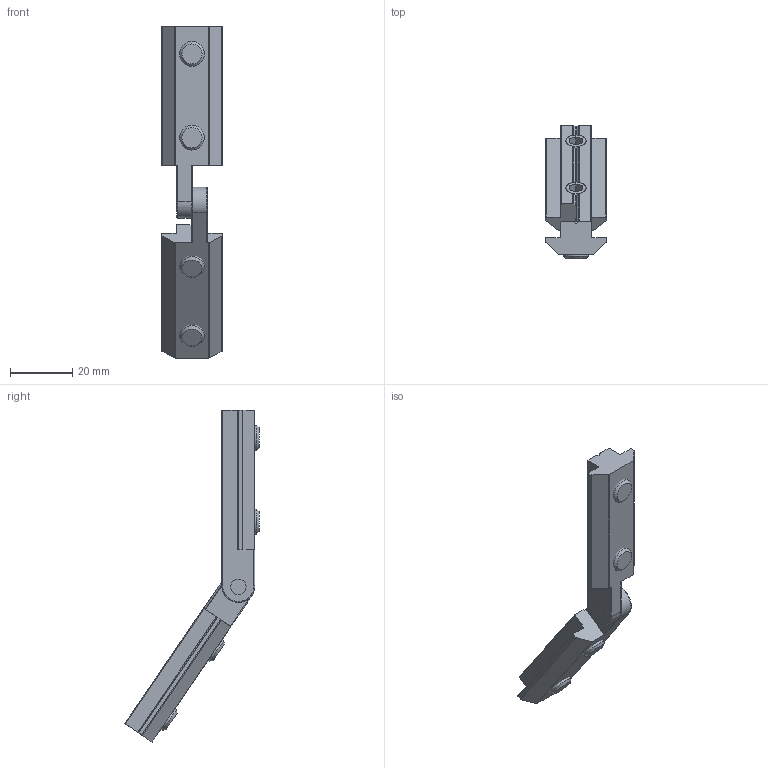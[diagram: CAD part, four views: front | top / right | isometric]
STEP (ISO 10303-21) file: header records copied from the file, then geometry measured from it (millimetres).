
FILE_DESCRIPTION(/* description */ ('Titel eingeben'),/* implementation_level */ '2;1');
FILE_NAME(/* name */ '81099_KriTec_Gehrungsverbinder_10_fuer_Nut_10_oben_und_unten.stp',/* time_stamp */ '2017-10-24T10:46:35+02:00',/* author */ ('Steiner'),/* organization */ (''),/* preprocessor_version */ 'ST-DEVELOPER v16.1',/* originating_system */ 'Autodesk Inventor 2016',/* authorisation */ '');
FILE_SCHEMA (('CONFIG_CONTROL_DESIGN'));
Length unit declared in the file: millimetre
Products named in the file (4): 81099_Grundkorper; ISO 4026 - M8 x 12ISO A1-12H; 81099_Niete; 81099_KriTec_Gehrungsverbinder_10_fuer_Nut_10_oben_und_unten
Assembly tree (7 placements, depth 2):
  81099_KriTec_Gehrungsverbinder_10_fuer_Nut_10_oben_und_unten
    81099_Grundkorper  x2
    ISO 4026 - M8 x 12ISO A1-12H  x4
    81099_Niete
Bounding box: 19.5 x 43.25 x 107.04 mm (x, y, z)
Volume: 14678.1 mm3; surface area: 9118.6 mm2
Topology: 7 solids, 7 shells, 151 faces, 403 edges, 262 vertices
Faces by surface type: plane 76, cylinder 55, cone 12, torus 4, bspline 4
Full cylindrical faces by diameter (mm): 5 x3, 6.647 x4, 8 x4
Entity records: 2197 total; most frequent: CARTESIAN_POINT 490, DIRECTION 349, ORIENTED_EDGE 328, EDGE_CURVE 164, AXIS2_PLACEMENT_3D 133, VERTEX_POINT 111, LINE 83, VECTOR 83
